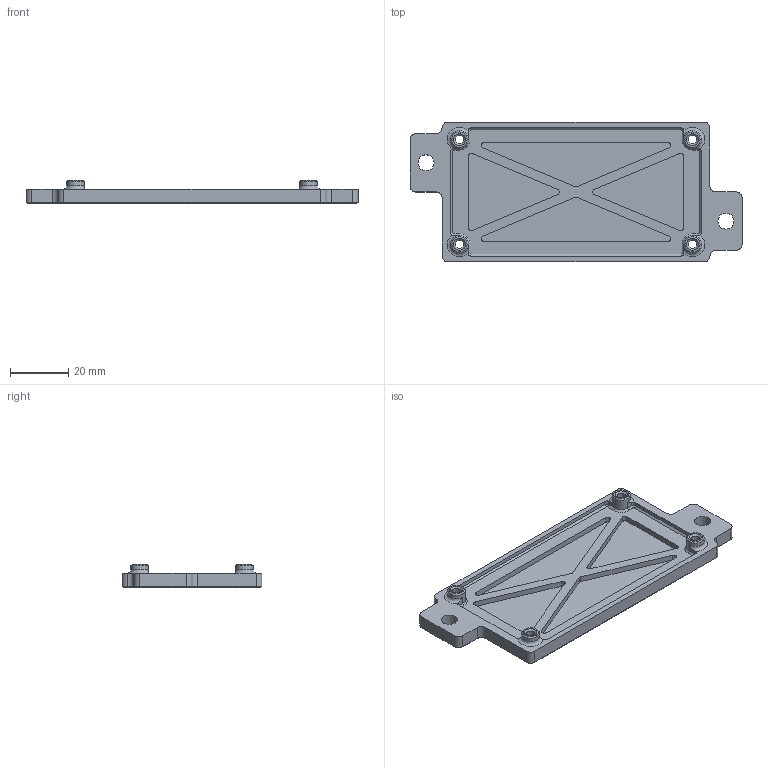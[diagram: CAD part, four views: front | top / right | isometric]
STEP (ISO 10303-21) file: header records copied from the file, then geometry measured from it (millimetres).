
FILE_DESCRIPTION(/* description */ (''),/* implementation_level */ '2;1');
FILE_NAME(/* name */ 'IO Expander Mount v10.step',/* time_stamp */ '2024-02-10T14:46:02-05:00',/* author */ (''),/* organization */ (''),/* preprocessor_version */ 'ST-DEVELOPER v20',/* originating_system */ 'Autodesk Translation Framework v12.20.1.177',/* authorisation */ '');
FILE_SCHEMA (('AUTOMOTIVE_DESIGN { 1 0 10303 214 3 1 1 }'));
Length unit declared in the file: millimetre
Products named in the file (2): IO Expander Mount; Mount
Assembly tree (1 placements, depth 2):
  IO Expander Mount
    Mount
Bounding box: 114 x 48 x 8 mm (x, y, z)
Volume: 12893.8 mm3; surface area: 13035.2 mm2
Topology: 1 solids, 1 shells, 163 faces, 390 edges, 238 vertices
Faces by surface type: plane 71, cylinder 46, cone 42, torus 4
Full cylindrical faces by diameter (mm): 2.85 x4, 3.4 x4, 5.5 x2, 6 x4
Entity records: 4805 total; most frequent: CARTESIAN_POINT 866, DIRECTION 854, ORIENTED_EDGE 780, EDGE_CURVE 390, AXIS2_PLACEMENT_3D 310, VERTEX_POINT 238, LINE 234, VECTOR 234
